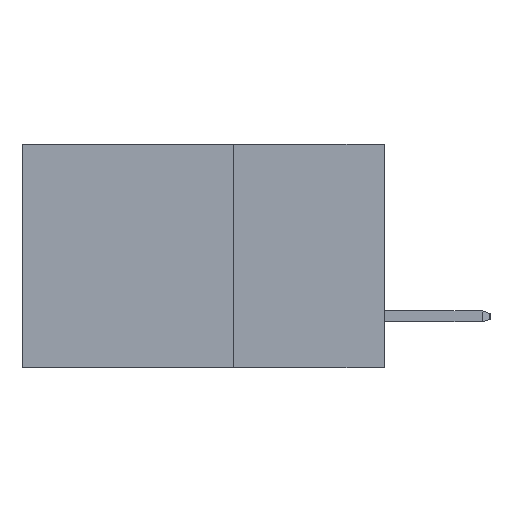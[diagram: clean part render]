
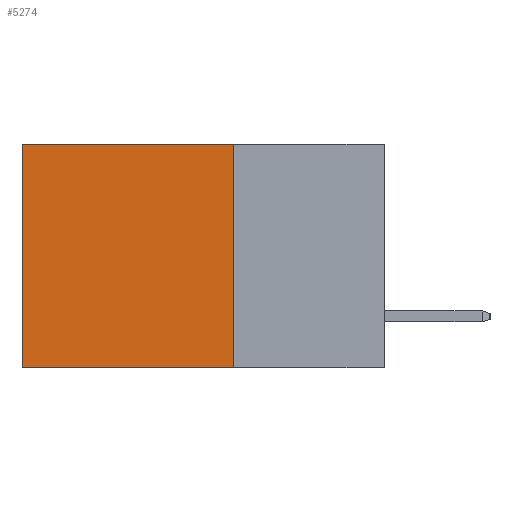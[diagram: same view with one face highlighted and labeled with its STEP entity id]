
A CAD part, left-side view. The second image highlights one B-rep face of the part: STEP entity #5274.
In plain terms, the highlighted planar face has unit normal (-1, 0, 0).
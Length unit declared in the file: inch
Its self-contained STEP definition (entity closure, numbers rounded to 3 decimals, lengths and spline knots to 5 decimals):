
#15 = ORIENTED_EDGE ( 'NONE', *, *, #5070, .F. ) ;
#32 = ORIENTED_EDGE ( 'NONE', *, *, #1107, .F. ) ;
#424 = CARTESIAN_POINT ( 'NONE',  ( 0.2615, 0.25, 0. ) ) ;
#1107 = EDGE_CURVE ( 'NONE', #3132, #8828, #3541, .T. ) ;
#1281 = PLANE ( 'NONE',  #1398 ) ;
#1398 = AXIS2_PLACEMENT_3D ( 'NONE', #4777, #10044, #3720 ) ;
#1650 = CARTESIAN_POINT ( 'NONE',  ( 0.2615, 0.6, -0.37 ) ) ;
#1825 = CARTESIAN_POINT ( 'NONE',  ( 0.2615, 0.6, 0. ) ) ;
#1975 = LINE ( 'NONE', #4391, #10257 ) ;
#2044 = DIRECTION ( 'NONE',  ( 0., 1., 0. ) ) ;
#2103 = DIRECTION ( 'NONE',  ( 0., 0., -1. ) ) ;
#2295 = ORIENTED_EDGE ( 'NONE', *, *, #3561, .T. ) ;
#2325 = CARTESIAN_POINT ( 'NONE',  ( 0.2615, 0.25, -0.37 ) ) ;
#2473 = EDGE_CURVE ( 'NONE', #10677, #8828, #8737, .T. ) ;
#2653 = VECTOR ( 'NONE', #2103, 39.37008 ) ;
#2970 = EDGE_LOOP ( 'NONE', ( #13319, #32, #15, #2295 ) ) ;
#3047 = CARTESIAN_POINT ( 'NONE',  ( 0.2615, 0.25, -0.37 ) ) ;
#3132 = VERTEX_POINT ( 'NONE', #3047 ) ;
#3541 = LINE ( 'NONE', #2325, #13876 ) ;
#3561 = EDGE_CURVE ( 'NONE', #6122, #10677, #11390, .T. ) ;
#3720 = DIRECTION ( 'NONE',  ( 0., 0., -1. ) ) ;
#4391 = CARTESIAN_POINT ( 'NONE',  ( 0.2615, 0.25, -0.37 ) ) ;
#4777 = CARTESIAN_POINT ( 'NONE',  ( 0.2615, 0.25, -0.37 ) ) ;
#5034 = CARTESIAN_POINT ( 'NONE',  ( 0.2615, 0.6, -0.37 ) ) ;
#5070 = EDGE_CURVE ( 'NONE', #6122, #3132, #1975, .T. ) ;
#5274 = ADVANCED_FACE ( 'NONE', ( #9775 ), #1281, .F. ) ;
#5937 = VECTOR ( 'NONE', #9057, 39.37008 ) ;
#6122 = VERTEX_POINT ( 'NONE', #424 ) ;
#8033 = CARTESIAN_POINT ( 'NONE',  ( 0.2615, 0.25, 0. ) ) ;
#8737 = LINE ( 'NONE', #1650, #2653 ) ;
#8828 = VERTEX_POINT ( 'NONE', #5034 ) ;
#9057 = DIRECTION ( 'NONE',  ( 0., 1., 0. ) ) ;
#9775 = FACE_OUTER_BOUND ( 'NONE', #2970, .T. ) ;
#10044 = DIRECTION ( 'NONE',  ( 1., 0., 0. ) ) ;
#10257 = VECTOR ( 'NONE', #12603, 39.37008 ) ;
#10677 = VERTEX_POINT ( 'NONE', #1825 ) ;
#11390 = LINE ( 'NONE', #8033, #5937 ) ;
#12603 = DIRECTION ( 'NONE',  ( 0., 0., -1. ) ) ;
#13319 = ORIENTED_EDGE ( 'NONE', *, *, #2473, .T. ) ;
#13876 = VECTOR ( 'NONE', #2044, 39.37008 ) ;
